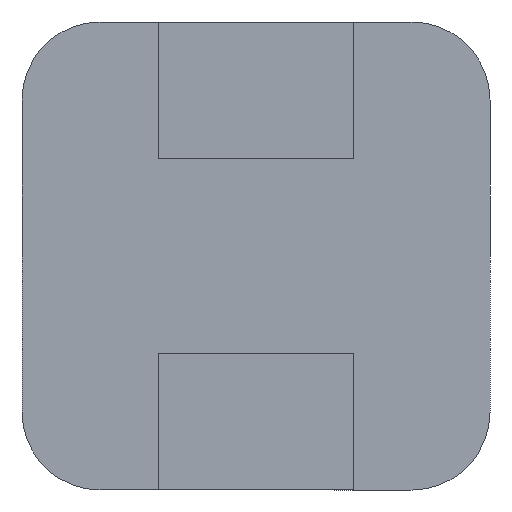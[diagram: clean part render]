
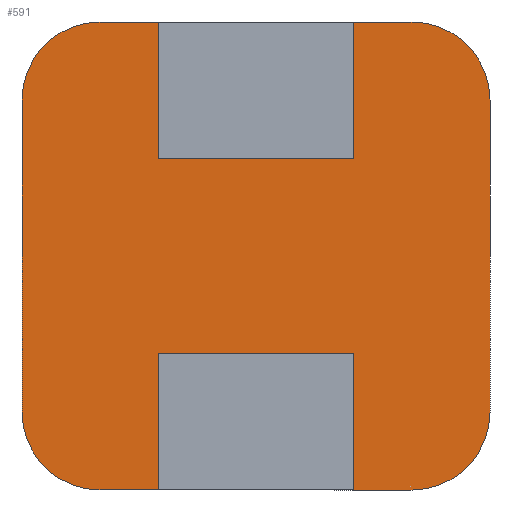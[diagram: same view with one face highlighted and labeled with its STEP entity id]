
A CAD part, front view. The second image highlights one B-rep face of the part: STEP entity #591.
In plain terms, the highlighted planar face has unit normal (0, -1, 0).
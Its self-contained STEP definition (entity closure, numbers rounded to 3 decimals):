
#36 = CARTESIAN_POINT ( 'NONE',  ( 2.5, 0., -2.5 ) ) ;
#70 = AXIS2_PLACEMENT_3D ( 'NONE', #821, #1473, #963 ) ;
#71 = VERTEX_POINT ( 'NONE', #1564 ) ;
#87 = LINE ( 'NONE', #914, #450 ) ;
#92 = EDGE_CURVE ( 'NONE', #1755, #1875, #469, .T. ) ;
#101 = DIRECTION ( 'NONE',  ( 0., 1., 0. ) ) ;
#107 = ORIENTED_EDGE ( 'NONE', *, *, #1934, .F. ) ;
#109 = DIRECTION ( 'NONE',  ( 0., 0., 1. ) ) ;
#175 = CARTESIAN_POINT ( 'NONE',  ( -4., 0., 4. ) ) ;
#187 = LINE ( 'NONE', #497, #1168 ) ;
#190 = EDGE_CURVE ( 'NONE', #1287, #1882, #234, .T. ) ;
#203 = CARTESIAN_POINT ( 'NONE',  ( 2.5, 0., 2.5 ) ) ;
#219 = EDGE_CURVE ( 'NONE', #1180, #1255, #1358, .T. ) ;
#221 = ORIENTED_EDGE ( 'NONE', *, *, #219, .F. ) ;
#230 = CARTESIAN_POINT ( 'NONE',  ( 4., 0., 6. ) ) ;
#234 = CIRCLE ( 'NONE', #1482, 2. ) ;
#241 = CARTESIAN_POINT ( 'NONE',  ( -4., 0., -6. ) ) ;
#243 = ORIENTED_EDGE ( 'NONE', *, *, #913, .F. ) ;
#256 = CIRCLE ( 'NONE', #70, 2. ) ;
#294 = VECTOR ( 'NONE', #1041, 1000. ) ;
#335 = DIRECTION ( 'NONE',  ( 0., 1., 0. ) ) ;
#349 = DIRECTION ( 'NONE',  ( 0., 1., 0. ) ) ;
#350 = CIRCLE ( 'NONE', #1403, 2. ) ;
#352 = DIRECTION ( 'NONE',  ( 0., 0., -1. ) ) ;
#356 = ORIENTED_EDGE ( 'NONE', *, *, #412, .F. ) ;
#357 = CARTESIAN_POINT ( 'NONE',  ( 6., 0., -4. ) ) ;
#368 = LINE ( 'NONE', #844, #1177 ) ;
#375 = CARTESIAN_POINT ( 'NONE',  ( 2.5, 0., -6. ) ) ;
#402 = CARTESIAN_POINT ( 'NONE',  ( -2.5, 0., 6. ) ) ;
#412 = EDGE_CURVE ( 'NONE', #1875, #837, #87, .T. ) ;
#450 = VECTOR ( 'NONE', #1743, 1000. ) ;
#469 = LINE ( 'NONE', #1859, #1696 ) ;
#472 = PLANE ( 'NONE',  #1913 ) ;
#494 = ORIENTED_EDGE ( 'NONE', *, *, #814, .F. ) ;
#497 = CARTESIAN_POINT ( 'NONE',  ( 2.5, 0., -2.5 ) ) ;
#517 = LINE ( 'NONE', #1461, #1401 ) ;
#531 = LINE ( 'NONE', #203, #1637 ) ;
#569 = ORIENTED_EDGE ( 'NONE', *, *, #1164, .F. ) ;
#584 = ORIENTED_EDGE ( 'NONE', *, *, #1626, .F. ) ;
#591 = ADVANCED_FACE ( 'NONE', ( #1305 ), #472, .F. ) ;
#616 = VERTEX_POINT ( 'NONE', #1648 ) ;
#647 = ORIENTED_EDGE ( 'NONE', *, *, #1175, .T. ) ;
#730 = ORIENTED_EDGE ( 'NONE', *, *, #1926, .T. ) ;
#747 = DIRECTION ( 'NONE',  ( -1., 0., 0. ) ) ;
#753 = EDGE_LOOP ( 'NONE', ( #730, #1674, #647, #243, #221, #1062, #107, #356, #1032, #584, #494, #907, #1672, #1273, #949, #569 ) ) ;
#775 = VERTEX_POINT ( 'NONE', #375 ) ;
#776 = CARTESIAN_POINT ( 'NONE',  ( 2.5, 0., 2.5 ) ) ;
#814 = EDGE_CURVE ( 'NONE', #1687, #2003, #1975, .T. ) ;
#821 = CARTESIAN_POINT ( 'NONE',  ( -4., 0., -4. ) ) ;
#837 = VERTEX_POINT ( 'NONE', #230 ) ;
#841 = CARTESIAN_POINT ( 'NONE',  ( 6., 0., 4. ) ) ;
#844 = CARTESIAN_POINT ( 'NONE',  ( -2.5, 0., -2.5 ) ) ;
#865 = CARTESIAN_POINT ( 'NONE',  ( 4., 0., -4. ) ) ;
#885 = VECTOR ( 'NONE', #2011, 1000. ) ;
#907 = ORIENTED_EDGE ( 'NONE', *, *, #1958, .F. ) ;
#913 = EDGE_CURVE ( 'NONE', #1255, #775, #1243, .T. ) ;
#914 = CARTESIAN_POINT ( 'NONE',  ( -4., 0., 6. ) ) ;
#945 = DIRECTION ( 'NONE',  ( 0., 0., 1. ) ) ;
#949 = ORIENTED_EDGE ( 'NONE', *, *, #1595, .F. ) ;
#951 = EDGE_CURVE ( 'NONE', #1160, #71, #1528, .T. ) ;
#963 = DIRECTION ( 'NONE',  ( 0., 0., -1. ) ) ;
#966 = DIRECTION ( 'NONE',  ( -1., 0., 0. ) ) ;
#994 = CARTESIAN_POINT ( 'NONE',  ( 2.5, 0., 6. ) ) ;
#996 = VECTOR ( 'NONE', #1042, 1000. ) ;
#1019 = DIRECTION ( 'NONE',  ( 0., 0., 1. ) ) ;
#1032 = ORIENTED_EDGE ( 'NONE', *, *, #92, .F. ) ;
#1041 = DIRECTION ( 'NONE',  ( 0., 0., 1. ) ) ;
#1042 = DIRECTION ( 'NONE',  ( 1., 0., 0. ) ) ;
#1062 = ORIENTED_EDGE ( 'NONE', *, *, #1481, .F. ) ;
#1133 = VECTOR ( 'NONE', #747, 1000. ) ;
#1160 = VERTEX_POINT ( 'NONE', #1778 ) ;
#1164 = EDGE_CURVE ( 'NONE', #1495, #1944, #517, .T. ) ;
#1168 = VECTOR ( 'NONE', #352, 1000. ) ;
#1175 = EDGE_CURVE ( 'NONE', #71, #775, #187, .T. ) ;
#1177 = VECTOR ( 'NONE', #1964, 1000. ) ;
#1180 = VERTEX_POINT ( 'NONE', #357 ) ;
#1193 = CARTESIAN_POINT ( 'NONE',  ( -4., 0., 6. ) ) ;
#1217 = CARTESIAN_POINT ( 'NONE',  ( 4., 0., -6. ) ) ;
#1243 = LINE ( 'NONE', #1217, #1133 ) ;
#1255 = VERTEX_POINT ( 'NONE', #1327 ) ;
#1273 = ORIENTED_EDGE ( 'NONE', *, *, #1320, .F. ) ;
#1282 = DIRECTION ( 'NONE',  ( 1., 0., 0. ) ) ;
#1287 = VERTEX_POINT ( 'NONE', #1480 ) ;
#1296 = VERTEX_POINT ( 'NONE', #841 ) ;
#1297 = DIRECTION ( 'NONE',  ( 1., 0., 0. ) ) ;
#1305 = FACE_OUTER_BOUND ( 'NONE', #753, .T. ) ;
#1310 = DIRECTION ( 'NONE',  ( 0., 0., -1. ) ) ;
#1320 = EDGE_CURVE ( 'NONE', #616, #1287, #1571, .T. ) ;
#1327 = CARTESIAN_POINT ( 'NONE',  ( 4., 0., -6. ) ) ;
#1358 = CIRCLE ( 'NONE', #1708, 2. ) ;
#1372 = CARTESIAN_POINT ( 'NONE',  ( 6., 0., 4. ) ) ;
#1374 = CARTESIAN_POINT ( 'NONE',  ( 4., 0., 4. ) ) ;
#1401 = VECTOR ( 'NONE', #966, 1000. ) ;
#1403 = AXIS2_PLACEMENT_3D ( 'NONE', #1374, #1541, #1019 ) ;
#1408 = CARTESIAN_POINT ( 'NONE',  ( -2.5, 0., 2.5 ) ) ;
#1455 = DIRECTION ( 'NONE',  ( 0., 0., -1. ) ) ;
#1461 = CARTESIAN_POINT ( 'NONE',  ( 4., 0., -6. ) ) ;
#1473 = DIRECTION ( 'NONE',  ( 0., 1., 0. ) ) ;
#1480 = CARTESIAN_POINT ( 'NONE',  ( -6., 0., 4. ) ) ;
#1481 = EDGE_CURVE ( 'NONE', #1296, #1180, #1502, .T. ) ;
#1482 = AXIS2_PLACEMENT_3D ( 'NONE', #175, #349, #1455 ) ;
#1495 = VERTEX_POINT ( 'NONE', #1895 ) ;
#1502 = LINE ( 'NONE', #1372, #885 ) ;
#1528 = LINE ( 'NONE', #36, #1560 ) ;
#1541 = DIRECTION ( 'NONE',  ( 0., 1., 0. ) ) ;
#1560 = VECTOR ( 'NONE', #1282, 1000. ) ;
#1564 = CARTESIAN_POINT ( 'NONE',  ( 2.5, 0., -2.5 ) ) ;
#1571 = LINE ( 'NONE', #1833, #294 ) ;
#1572 = DIRECTION ( 'NONE',  ( 0., 0., -1. ) ) ;
#1584 = VECTOR ( 'NONE', #1310, 1000. ) ;
#1595 = EDGE_CURVE ( 'NONE', #1944, #616, #256, .T. ) ;
#1626 = EDGE_CURVE ( 'NONE', #2003, #1755, #531, .T. ) ;
#1637 = VECTOR ( 'NONE', #1297, 1000. ) ;
#1648 = CARTESIAN_POINT ( 'NONE',  ( -6., 0., -4. ) ) ;
#1668 = CARTESIAN_POINT ( 'NONE',  ( -4., 0., 6. ) ) ;
#1672 = ORIENTED_EDGE ( 'NONE', *, *, #190, .F. ) ;
#1674 = ORIENTED_EDGE ( 'NONE', *, *, #951, .T. ) ;
#1687 = VERTEX_POINT ( 'NONE', #402 ) ;
#1696 = VECTOR ( 'NONE', #109, 1000. ) ;
#1708 = AXIS2_PLACEMENT_3D ( 'NONE', #865, #101, #1572 ) ;
#1743 = DIRECTION ( 'NONE',  ( 1., 0., 0. ) ) ;
#1749 = CARTESIAN_POINT ( 'NONE',  ( 4., 0., 4. ) ) ;
#1755 = VERTEX_POINT ( 'NONE', #776 ) ;
#1778 = CARTESIAN_POINT ( 'NONE',  ( -2.5, 0., -2.5 ) ) ;
#1797 = CARTESIAN_POINT ( 'NONE',  ( -2.5, 0., 2.5 ) ) ;
#1833 = CARTESIAN_POINT ( 'NONE',  ( -6., 0., -4. ) ) ;
#1859 = CARTESIAN_POINT ( 'NONE',  ( 2.5, 0., 2.5 ) ) ;
#1875 = VERTEX_POINT ( 'NONE', #994 ) ;
#1882 = VERTEX_POINT ( 'NONE', #1668 ) ;
#1895 = CARTESIAN_POINT ( 'NONE',  ( -2.5, 0., -6. ) ) ;
#1913 = AXIS2_PLACEMENT_3D ( 'NONE', #1749, #335, #945 ) ;
#1925 = LINE ( 'NONE', #1193, #996 ) ;
#1926 = EDGE_CURVE ( 'NONE', #1495, #1160, #368, .T. ) ;
#1934 = EDGE_CURVE ( 'NONE', #837, #1296, #350, .T. ) ;
#1944 = VERTEX_POINT ( 'NONE', #241 ) ;
#1958 = EDGE_CURVE ( 'NONE', #1882, #1687, #1925, .T. ) ;
#1964 = DIRECTION ( 'NONE',  ( 0., 0., 1. ) ) ;
#1975 = LINE ( 'NONE', #1797, #1584 ) ;
#2003 = VERTEX_POINT ( 'NONE', #1408 ) ;
#2011 = DIRECTION ( 'NONE',  ( 0., 0., -1. ) ) ;
